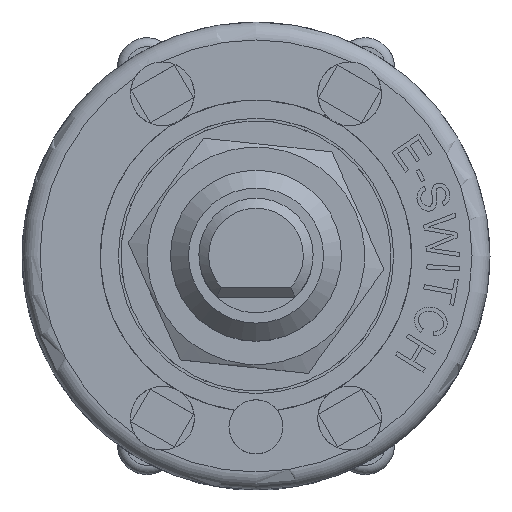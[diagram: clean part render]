
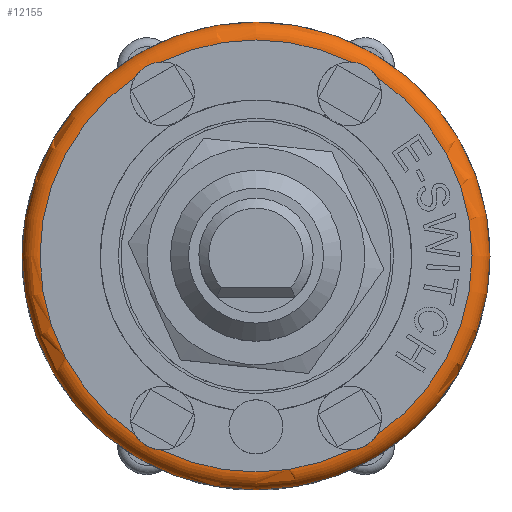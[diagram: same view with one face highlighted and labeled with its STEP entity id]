
A CAD part, top view. The second image highlights one B-rep face of the part: STEP entity #12155.
In plain terms, the highlighted toroidal (fillet/blend) face has major radius 12 mm and minor radius 1 mm.
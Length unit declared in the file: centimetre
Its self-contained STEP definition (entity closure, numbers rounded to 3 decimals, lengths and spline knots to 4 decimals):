
#28=TOROIDAL_SURFACE('',#12757,1.2,0.1);
#640=B_SPLINE_CURVE_WITH_KNOTS('',3,(#21075,#21076,#21077,#21078,#21079,
#21080,#21081,#21082,#21083,#21084,#21085,#21086),.UNSPECIFIED.,.F.,.F.,
(4,2,2,2,2,4),(-0.2692,-0.2446,-0.216,
-0.1921,-0.1645,-0.1357),.UNSPECIFIED.);
#641=B_SPLINE_CURVE_WITH_KNOTS('',3,(#21098,#21099,#21100,#21101,#21102,
#21103,#21104,#21105,#21106,#21107,#21108,#21109),.UNSPECIFIED.,.F.,.F.,
(4,2,2,2,2,4),(-0.2692,-0.2446,-0.216,
-0.1921,-0.1645,-0.1357),.UNSPECIFIED.);
#642=B_SPLINE_CURVE_WITH_KNOTS('',3,(#21126,#21127,#21128,#21129,#21130,
#21131,#21132,#21133,#21134,#21135,#21136,#21137),.UNSPECIFIED.,.F.,.F.,
(4,2,2,2,2,4),(-0.2692,-0.2446,-0.216,
-0.1921,-0.1645,-0.1357),.UNSPECIFIED.);
#643=B_SPLINE_CURVE_WITH_KNOTS('',3,(#21159,#21160,#21161,#21162,#21163,
#21164,#21165,#21166,#21167,#21168,#21169,#21170),.UNSPECIFIED.,.F.,.F.,
(4,2,2,2,2,4),(-0.2692,-0.2446,-0.216,
-0.1921,-0.1645,-0.1357),.UNSPECIFIED.);
#1696=FACE_OUTER_BOUND('',#2427,.T.);
#2427=EDGE_LOOP('',(#11156,#11157,#11158,#11159,#11160,#11161,#11162,#11163,
#11164,#11165,#11166,#11167));
#5080=CIRCLE('',#12710,1.3);
#5107=CIRCLE('',#12758,0.1);
#5108=CIRCLE('',#12759,1.2);
#5109=CIRCLE('',#12760,1.2);
#5110=CIRCLE('',#12761,1.2);
#5111=CIRCLE('',#12762,1.2);
#5112=CIRCLE('',#12763,1.2);
#6201=VERTEX_POINT('',#21037);
#6209=VERTEX_POINT('',#21073);
#6210=VERTEX_POINT('',#21074);
#6213=VERTEX_POINT('',#21096);
#6214=VERTEX_POINT('',#21097);
#6219=VERTEX_POINT('',#21124);
#6220=VERTEX_POINT('',#21125);
#6227=VERTEX_POINT('',#21157);
#6228=VERTEX_POINT('',#21158);
#6231=VERTEX_POINT('',#21180);
#7890=EDGE_CURVE('',#6201,#6201,#5080,.T.);
#7908=EDGE_CURVE('',#6209,#6210,#640,.T.);
#7914=EDGE_CURVE('',#6213,#6214,#641,.T.);
#7922=EDGE_CURVE('',#6219,#6220,#642,.T.);
#7932=EDGE_CURVE('',#6227,#6228,#643,.T.);
#7938=EDGE_CURVE('',#6201,#6231,#5107,.T.);
#7939=EDGE_CURVE('',#6231,#6219,#5108,.T.);
#7940=EDGE_CURVE('',#6220,#6213,#5109,.T.);
#7941=EDGE_CURVE('',#6214,#6209,#5110,.T.);
#7942=EDGE_CURVE('',#6210,#6227,#5111,.T.);
#7943=EDGE_CURVE('',#6228,#6231,#5112,.T.);
#11156=ORIENTED_EDGE('',*,*,#7890,.T.);
#11157=ORIENTED_EDGE('',*,*,#7938,.T.);
#11158=ORIENTED_EDGE('',*,*,#7939,.T.);
#11159=ORIENTED_EDGE('',*,*,#7922,.T.);
#11160=ORIENTED_EDGE('',*,*,#7940,.T.);
#11161=ORIENTED_EDGE('',*,*,#7914,.T.);
#11162=ORIENTED_EDGE('',*,*,#7941,.T.);
#11163=ORIENTED_EDGE('',*,*,#7908,.T.);
#11164=ORIENTED_EDGE('',*,*,#7942,.T.);
#11165=ORIENTED_EDGE('',*,*,#7932,.T.);
#11166=ORIENTED_EDGE('',*,*,#7943,.T.);
#11167=ORIENTED_EDGE('',*,*,#7938,.F.);
#12155=ADVANCED_FACE('',(#1696),#28,.T.);
#12710=AXIS2_PLACEMENT_3D('',#21038,#15001,#15002);
#12757=AXIS2_PLACEMENT_3D('',#21179,#15112,#15113);
#12758=AXIS2_PLACEMENT_3D('',#21181,#15114,#15115);
#12759=AXIS2_PLACEMENT_3D('',#21182,#15116,#15117);
#12760=AXIS2_PLACEMENT_3D('',#21183,#15118,#15119);
#12761=AXIS2_PLACEMENT_3D('',#21184,#15120,#15121);
#12762=AXIS2_PLACEMENT_3D('',#21185,#15122,#15123);
#12763=AXIS2_PLACEMENT_3D('',#21186,#15124,#15125);
#15001=DIRECTION('center_axis',(0.,0.,1.));
#15002=DIRECTION('ref_axis',(-1.,0.,0.));
#15112=DIRECTION('center_axis',(0.,0.,-1.));
#15113=DIRECTION('ref_axis',(-1.,0.,0.));
#15114=DIRECTION('center_axis',(0.,-1.,0.));
#15115=DIRECTION('ref_axis',(1.,0.,0.));
#15116=DIRECTION('center_axis',(0.,0.,-1.));
#15117=DIRECTION('ref_axis',(-1.,0.,0.));
#15118=DIRECTION('center_axis',(0.,0.,-1.));
#15119=DIRECTION('ref_axis',(-1.,0.,0.));
#15120=DIRECTION('center_axis',(0.,0.,-1.));
#15121=DIRECTION('ref_axis',(-1.,0.,0.));
#15122=DIRECTION('center_axis',(0.,0.,-1.));
#15123=DIRECTION('ref_axis',(-1.,0.,0.));
#15124=DIRECTION('center_axis',(0.,0.,-1.));
#15125=DIRECTION('ref_axis',(-1.,0.,0.));
#21037=CARTESIAN_POINT('',(1.3,0.,0.95));
#21038=CARTESIAN_POINT('Origin',(0.,0.,0.95));
#21073=CARTESIAN_POINT('',(-0.67,0.9955,1.05));
#21074=CARTESIAN_POINT('',(-0.5271,1.078,1.05));
#21075=CARTESIAN_POINT('Ctrl Pts',(-0.67,0.9955,
1.05));
#21076=CARTESIAN_POINT('Ctrl Pts',(-0.6646,1.0041,
1.05));
#21077=CARTESIAN_POINT('Ctrl Pts',(-0.6583,1.0124,
1.0498));
#21078=CARTESIAN_POINT('Ctrl Pts',(-0.6428,1.0294,
1.0491));
#21079=CARTESIAN_POINT('Ctrl Pts',(-0.6335,1.0377,
1.0488));
#21080=CARTESIAN_POINT('Ctrl Pts',(-0.615,1.051,1.0484));
#21081=CARTESIAN_POINT('Ctrl Pts',(-0.6061,1.0563,
1.0484));
#21082=CARTESIAN_POINT('Ctrl Pts',(-0.5859,1.0659,1.0487));
#21083=CARTESIAN_POINT('Ctrl Pts',(-0.5747,1.07,1.049));
#21084=CARTESIAN_POINT('Ctrl Pts',(-0.551,1.0759,1.0497));
#21085=CARTESIAN_POINT('Ctrl Pts',(-0.539,1.0775,
1.05));
#21086=CARTESIAN_POINT('Ctrl Pts',(-0.5271,1.078,
1.05));
#21096=CARTESIAN_POINT('',(-0.5271,-1.078,1.05));
#21097=CARTESIAN_POINT('',(-0.67,-0.9955,1.05));
#21098=CARTESIAN_POINT('Ctrl Pts',(-0.5271,-1.078,
1.05));
#21099=CARTESIAN_POINT('Ctrl Pts',(-0.5373,-1.0776,
1.05));
#21100=CARTESIAN_POINT('Ctrl Pts',(-0.5476,-1.0763,
1.0498));
#21101=CARTESIAN_POINT('Ctrl Pts',(-0.5701,-1.0714,1.0491));
#21102=CARTESIAN_POINT('Ctrl Pts',(-0.5819,-1.0675,
1.0488));
#21103=CARTESIAN_POINT('Ctrl Pts',(-0.6027,-1.0581,
1.0484));
#21104=CARTESIAN_POINT('Ctrl Pts',(-0.6117,-1.053,
1.0484));
#21105=CARTESIAN_POINT('Ctrl Pts',(-0.6301,-1.0404,
1.0487));
#21106=CARTESIAN_POINT('Ctrl Pts',(-0.6393,-1.0327,
1.049));
#21107=CARTESIAN_POINT('Ctrl Pts',(-0.6562,-1.0151,
1.0497));
#21108=CARTESIAN_POINT('Ctrl Pts',(-0.6637,-1.0055,
1.05));
#21109=CARTESIAN_POINT('Ctrl Pts',(-0.67,-0.9955,
1.05));
#21124=CARTESIAN_POINT('',(0.67,-0.9955,1.05));
#21125=CARTESIAN_POINT('',(0.5271,-1.078,1.05));
#21126=CARTESIAN_POINT('Ctrl Pts',(0.67,-0.9955,
1.05));
#21127=CARTESIAN_POINT('Ctrl Pts',(0.6646,-1.0041,
1.05));
#21128=CARTESIAN_POINT('Ctrl Pts',(0.6583,-1.0124,
1.0498));
#21129=CARTESIAN_POINT('Ctrl Pts',(0.6428,-1.0294,
1.0491));
#21130=CARTESIAN_POINT('Ctrl Pts',(0.6335,-1.0377,
1.0488));
#21131=CARTESIAN_POINT('Ctrl Pts',(0.615,-1.051,
1.0484));
#21132=CARTESIAN_POINT('Ctrl Pts',(0.6061,-1.0563,
1.0484));
#21133=CARTESIAN_POINT('Ctrl Pts',(0.5859,-1.0659,1.0487));
#21134=CARTESIAN_POINT('Ctrl Pts',(0.5747,-1.07,1.049));
#21135=CARTESIAN_POINT('Ctrl Pts',(0.551,-1.0759,
1.0497));
#21136=CARTESIAN_POINT('Ctrl Pts',(0.539,-1.0775,
1.05));
#21137=CARTESIAN_POINT('Ctrl Pts',(0.5271,-1.078,
1.05));
#21157=CARTESIAN_POINT('',(0.5271,1.078,1.05));
#21158=CARTESIAN_POINT('',(0.67,0.9955,1.05));
#21159=CARTESIAN_POINT('Ctrl Pts',(0.5271,1.078,1.05));
#21160=CARTESIAN_POINT('Ctrl Pts',(0.5373,1.0776,1.05));
#21161=CARTESIAN_POINT('Ctrl Pts',(0.5476,1.0763,1.0498));
#21162=CARTESIAN_POINT('Ctrl Pts',(0.5701,1.0714,1.0491));
#21163=CARTESIAN_POINT('Ctrl Pts',(0.5819,1.0675,1.0488));
#21164=CARTESIAN_POINT('Ctrl Pts',(0.6027,1.0581,1.0484));
#21165=CARTESIAN_POINT('Ctrl Pts',(0.6117,1.053,1.0484));
#21166=CARTESIAN_POINT('Ctrl Pts',(0.6301,1.0404,1.0487));
#21167=CARTESIAN_POINT('Ctrl Pts',(0.6393,1.0327,1.049));
#21168=CARTESIAN_POINT('Ctrl Pts',(0.6562,1.0151,1.0497));
#21169=CARTESIAN_POINT('Ctrl Pts',(0.6637,1.0055,1.05));
#21170=CARTESIAN_POINT('Ctrl Pts',(0.67,0.9955,
1.05));
#21179=CARTESIAN_POINT('Origin',(0.,0.,0.95));
#21180=CARTESIAN_POINT('',(1.2,0.,1.05));
#21181=CARTESIAN_POINT('Origin',(1.2,0.,0.95));
#21182=CARTESIAN_POINT('Origin',(0.,0.,1.05));
#21183=CARTESIAN_POINT('Origin',(0.,0.,1.05));
#21184=CARTESIAN_POINT('Origin',(0.,0.,1.05));
#21185=CARTESIAN_POINT('Origin',(0.,0.,1.05));
#21186=CARTESIAN_POINT('Origin',(0.,0.,1.05));
